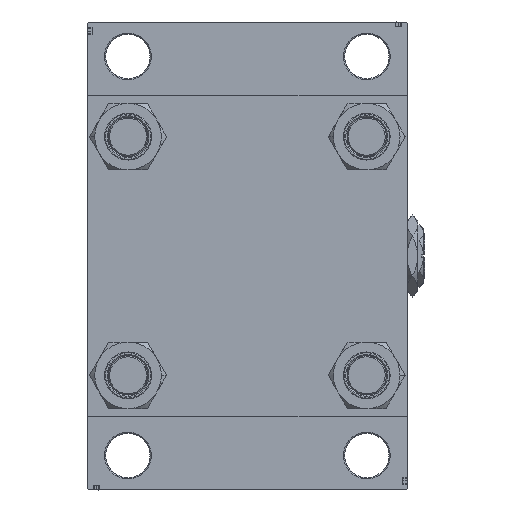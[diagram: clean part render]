
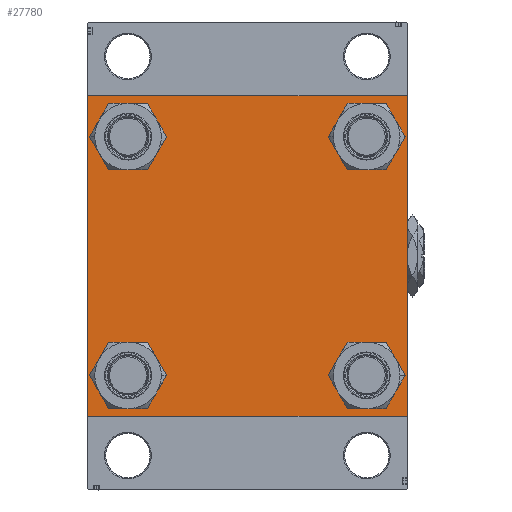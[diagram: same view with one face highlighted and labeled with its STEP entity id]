
A CAD part, left-side view. The second image highlights one B-rep face of the part: STEP entity #27780.
In plain terms, the highlighted planar face has unit normal (-1, 0, 0).
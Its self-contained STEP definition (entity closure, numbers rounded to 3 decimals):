
#179 = CIRCLE ( 'NONE', #20277, 8.5 ) ;
#204 = AXIS2_PLACEMENT_3D ( 'NONE', #31631, #8002, #16301 ) ;
#1504 = ORIENTED_EDGE ( 'NONE', *, *, #44524, .T. ) ;
#1634 = VECTOR ( 'NONE', #39715, 1000. ) ;
#1826 = VERTEX_POINT ( 'NONE', #3371 ) ;
#1849 = DIRECTION ( 'NONE',  ( 1., 0., 0. ) ) ;
#2091 = VECTOR ( 'NONE', #38712, 1000. ) ;
#2546 = EDGE_CURVE ( 'NONE', #38994, #1826, #34935, .T. ) ;
#2643 = EDGE_CURVE ( 'NONE', #13801, #10341, #4402, .T. ) ;
#3371 = CARTESIAN_POINT ( 'NONE',  ( 0., -48.45, 56.95 ) ) ;
#3429 = VERTEX_POINT ( 'NONE', #40299 ) ;
#3686 = CARTESIAN_POINT ( 'NONE',  ( 0., -48.45, 48.45 ) ) ;
#4269 = VERTEX_POINT ( 'NONE', #40290 ) ;
#4402 = CIRCLE ( 'NONE', #41372, 8.5 ) ;
#4672 = FACE_BOUND ( 'NONE', #34504, .T. ) ;
#5430 = DIRECTION ( 'NONE',  ( 1., 0., 0. ) ) ;
#5630 = EDGE_CURVE ( 'NONE', #27528, #36466, #19564, .T. ) ;
#6482 = CARTESIAN_POINT ( 'NONE',  ( 0., 64.75, -64.75 ) ) ;
#6583 = CARTESIAN_POINT ( 'NONE',  ( 0., -64.5, 65. ) ) ;
#6665 = DIRECTION ( 'NONE',  ( 0., 0., 1. ) ) ;
#6717 = EDGE_CURVE ( 'NONE', #4269, #21214, #42968, .T. ) ;
#6904 = DIRECTION ( 'NONE',  ( 1., 0., 0. ) ) ;
#7176 = VERTEX_POINT ( 'NONE', #28293 ) ;
#7744 = CARTESIAN_POINT ( 'NONE',  ( 0., 64.75, 64.75 ) ) ;
#7897 = CIRCLE ( 'NONE', #45628, 8.5 ) ;
#8002 = DIRECTION ( 'NONE',  ( 1., 0., 0. ) ) ;
#8226 = FACE_OUTER_BOUND ( 'NONE', #48133, .T. ) ;
#9165 = EDGE_LOOP ( 'NONE', ( #28142, #39125 ) ) ;
#9217 = CARTESIAN_POINT ( 'NONE',  ( 0., 65., 65. ) ) ;
#9282 = ORIENTED_EDGE ( 'NONE', *, *, #45372, .T. ) ;
#9437 = CIRCLE ( 'NONE', #19837, 8.5 ) ;
#9871 = CIRCLE ( 'NONE', #37992, 8.5 ) ;
#9968 = CARTESIAN_POINT ( 'NONE',  ( 0., 65., 64.5 ) ) ;
#10212 = DIRECTION ( 'NONE',  ( 0., 0., 1. ) ) ;
#10341 = VERTEX_POINT ( 'NONE', #41895 ) ;
#10894 = EDGE_CURVE ( 'NONE', #31348, #12802, #37207, .T. ) ;
#11205 = EDGE_CURVE ( 'NONE', #1826, #38994, #9437, .T. ) ;
#11255 = ORIENTED_EDGE ( 'NONE', *, *, #32388, .F. ) ;
#11505 = DIRECTION ( 'NONE',  ( 0., 0., 1. ) ) ;
#11924 = AXIS2_PLACEMENT_3D ( 'NONE', #31605, #46938, #11505 ) ;
#12124 = CARTESIAN_POINT ( 'NONE',  ( 0., 48.45, 56.95 ) ) ;
#12506 = EDGE_LOOP ( 'NONE', ( #9282, #46225 ) ) ;
#12802 = VERTEX_POINT ( 'NONE', #6583 ) ;
#13503 = CARTESIAN_POINT ( 'NONE',  ( 0., -48.45, 48.45 ) ) ;
#13548 = ORIENTED_EDGE ( 'NONE', *, *, #6717, .T. ) ;
#13786 = CARTESIAN_POINT ( 'NONE',  ( 0., 64.5, 65. ) ) ;
#13801 = VERTEX_POINT ( 'NONE', #45998 ) ;
#14774 = DIRECTION ( 'NONE',  ( 1., 0., 0. ) ) ;
#15420 = DIRECTION ( 'NONE',  ( 0., 0., 1. ) ) ;
#15544 = ORIENTED_EDGE ( 'NONE', *, *, #11205, .T. ) ;
#16301 = DIRECTION ( 'NONE',  ( 0., 0., 1. ) ) ;
#17448 = VECTOR ( 'NONE', #44163, 1000. ) ;
#17625 = VERTEX_POINT ( 'NONE', #12124 ) ;
#17645 = ORIENTED_EDGE ( 'NONE', *, *, #28681, .T. ) ;
#18006 = ORIENTED_EDGE ( 'NONE', *, *, #2643, .T. ) ;
#18070 = CARTESIAN_POINT ( 'NONE',  ( 0., -64.75, 64.75 ) ) ;
#18440 = CARTESIAN_POINT ( 'NONE',  ( 0., 48.45, -48.45 ) ) ;
#18509 = CARTESIAN_POINT ( 'NONE',  ( 0., -65., 65. ) ) ;
#19402 = CIRCLE ( 'NONE', #41002, 8.5 ) ;
#19564 = LINE ( 'NONE', #7744, #2091 ) ;
#19837 = AXIS2_PLACEMENT_3D ( 'NONE', #13503, #36899, #10212 ) ;
#20135 = CARTESIAN_POINT ( 'NONE',  ( 0., -48.45, 39.95 ) ) ;
#20277 = AXIS2_PLACEMENT_3D ( 'NONE', #18440, #22718, #15420 ) ;
#20636 = VECTOR ( 'NONE', #31138, 1000. ) ;
#21030 = DIRECTION ( 'NONE',  ( 0., 0., 1. ) ) ;
#21214 = VERTEX_POINT ( 'NONE', #24378 ) ;
#21437 = DIRECTION ( 'NONE',  ( 0., 0., 1. ) ) ;
#21704 = EDGE_CURVE ( 'NONE', #31228, #17625, #19402, .T. ) ;
#21830 = DIRECTION ( 'NONE',  ( 0., -0.707, -0.707 ) ) ;
#22155 = ORIENTED_EDGE ( 'NONE', *, *, #5630, .T. ) ;
#22313 = EDGE_CURVE ( 'NONE', #21214, #27948, #24852, .T. ) ;
#22596 = CARTESIAN_POINT ( 'NONE',  ( 0., 65., -65. ) ) ;
#22718 = DIRECTION ( 'NONE',  ( 1., 0., 0. ) ) ;
#22811 = LINE ( 'NONE', #49727, #27994 ) ;
#23552 = DIRECTION ( 'NONE',  ( 1., 0., 0. ) ) ;
#24378 = CARTESIAN_POINT ( 'NONE',  ( 0., -64.5, -65. ) ) ;
#24565 = CARTESIAN_POINT ( 'NONE',  ( 0., 48.45, -48.45 ) ) ;
#24852 = LINE ( 'NONE', #36422, #1634 ) ;
#26832 = ORIENTED_EDGE ( 'NONE', *, *, #27711, .T. ) ;
#26834 = PLANE ( 'NONE',  #11924 ) ;
#27528 = VERTEX_POINT ( 'NONE', #13786 ) ;
#27711 = EDGE_CURVE ( 'NONE', #27898, #4269, #40952, .T. ) ;
#27780 = ADVANCED_FACE ( 'NONE', ( #4672, #34389, #42695, #35383, #8226 ), #26834, .T. ) ;
#27876 = EDGE_CURVE ( 'NONE', #17625, #31228, #7897, .T. ) ;
#27898 = VERTEX_POINT ( 'NONE', #40895 ) ;
#27948 = VERTEX_POINT ( 'NONE', #45888 ) ;
#27994 = VECTOR ( 'NONE', #45947, 1000. ) ;
#28142 = ORIENTED_EDGE ( 'NONE', *, *, #27876, .T. ) ;
#28293 = CARTESIAN_POINT ( 'NONE',  ( 0., -48.45, -39.95 ) ) ;
#28681 = EDGE_CURVE ( 'NONE', #36466, #27898, #38694, .T. ) ;
#29799 = CARTESIAN_POINT ( 'NONE',  ( 0., 48.45, 48.45 ) ) ;
#29908 = CARTESIAN_POINT ( 'NONE',  ( 0., -65., 64.5 ) ) ;
#30439 = ORIENTED_EDGE ( 'NONE', *, *, #2546, .T. ) ;
#31138 = DIRECTION ( 'NONE',  ( 0., -1., 0. ) ) ;
#31228 = VERTEX_POINT ( 'NONE', #39770 ) ;
#31348 = VERTEX_POINT ( 'NONE', #29908 ) ;
#31605 = CARTESIAN_POINT ( 'NONE',  ( 0., 0., 0. ) ) ;
#31631 = CARTESIAN_POINT ( 'NONE',  ( 0., -48.45, -48.45 ) ) ;
#31816 = CARTESIAN_POINT ( 'NONE',  ( 0., -48.45, -48.45 ) ) ;
#31903 = VECTOR ( 'NONE', #33402, 1000. ) ;
#32073 = CARTESIAN_POINT ( 'NONE',  ( 0., 48.45, 48.45 ) ) ;
#32388 = EDGE_CURVE ( 'NONE', #27528, #12802, #22811, .T. ) ;
#33160 = CIRCLE ( 'NONE', #204, 8.5 ) ;
#33402 = DIRECTION ( 'NONE',  ( 0., 0.707, 0.707 ) ) ;
#34389 = FACE_BOUND ( 'NONE', #12506, .T. ) ;
#34396 = DIRECTION ( 'NONE',  ( 0., 0., 1. ) ) ;
#34504 = EDGE_LOOP ( 'NONE', ( #15544, #30439 ) ) ;
#34935 = CIRCLE ( 'NONE', #41407, 8.5 ) ;
#35376 = ORIENTED_EDGE ( 'NONE', *, *, #10894, .T. ) ;
#35383 = FACE_BOUND ( 'NONE', #9165, .T. ) ;
#36422 = CARTESIAN_POINT ( 'NONE',  ( 0., -64.75, -64.75 ) ) ;
#36466 = VERTEX_POINT ( 'NONE', #9968 ) ;
#36899 = DIRECTION ( 'NONE',  ( 1., 0., 0. ) ) ;
#37207 = LINE ( 'NONE', #18070, #31903 ) ;
#37992 = AXIS2_PLACEMENT_3D ( 'NONE', #31816, #1849, #43394 ) ;
#38487 = ORIENTED_EDGE ( 'NONE', *, *, #22313, .T. ) ;
#38558 = ORIENTED_EDGE ( 'NONE', *, *, #45705, .F. ) ;
#38694 = LINE ( 'NONE', #9217, #17448 ) ;
#38712 = DIRECTION ( 'NONE',  ( 0., 0.707, -0.707 ) ) ;
#38994 = VERTEX_POINT ( 'NONE', #20135 ) ;
#39125 = ORIENTED_EDGE ( 'NONE', *, *, #21704, .T. ) ;
#39611 = VECTOR ( 'NONE', #45180, 1000. ) ;
#39715 = DIRECTION ( 'NONE',  ( 0., -0.707, 0.707 ) ) ;
#39770 = CARTESIAN_POINT ( 'NONE',  ( 0., 48.45, 39.95 ) ) ;
#40290 = CARTESIAN_POINT ( 'NONE',  ( 0., 64.5, -65. ) ) ;
#40299 = CARTESIAN_POINT ( 'NONE',  ( 0., -48.45, -56.95 ) ) ;
#40895 = CARTESIAN_POINT ( 'NONE',  ( 0., 65., -64.5 ) ) ;
#40952 = LINE ( 'NONE', #6482, #48869 ) ;
#41002 = AXIS2_PLACEMENT_3D ( 'NONE', #32073, #23552, #21437 ) ;
#41372 = AXIS2_PLACEMENT_3D ( 'NONE', #24565, #5430, #21030 ) ;
#41407 = AXIS2_PLACEMENT_3D ( 'NONE', #3686, #14774, #34396 ) ;
#41417 = LINE ( 'NONE', #18509, #39611 ) ;
#41895 = CARTESIAN_POINT ( 'NONE',  ( 0., 48.45, -39.95 ) ) ;
#42695 = FACE_BOUND ( 'NONE', #47567, .T. ) ;
#42968 = LINE ( 'NONE', #22596, #20636 ) ;
#43394 = DIRECTION ( 'NONE',  ( 0., 0., 1. ) ) ;
#44163 = DIRECTION ( 'NONE',  ( 0., 0., -1. ) ) ;
#44524 = EDGE_CURVE ( 'NONE', #10341, #13801, #179, .T. ) ;
#45180 = DIRECTION ( 'NONE',  ( 0., 0., -1. ) ) ;
#45372 = EDGE_CURVE ( 'NONE', #7176, #3429, #33160, .T. ) ;
#45628 = AXIS2_PLACEMENT_3D ( 'NONE', #29799, #6904, #6665 ) ;
#45705 = EDGE_CURVE ( 'NONE', #31348, #27948, #41417, .T. ) ;
#45888 = CARTESIAN_POINT ( 'NONE',  ( 0., -65., -64.5 ) ) ;
#45947 = DIRECTION ( 'NONE',  ( 0., -1., 0. ) ) ;
#45998 = CARTESIAN_POINT ( 'NONE',  ( 0., 48.45, -56.95 ) ) ;
#45999 = EDGE_CURVE ( 'NONE', #3429, #7176, #9871, .T. ) ;
#46225 = ORIENTED_EDGE ( 'NONE', *, *, #45999, .T. ) ;
#46938 = DIRECTION ( 'NONE',  ( -1., 0., 0. ) ) ;
#47567 = EDGE_LOOP ( 'NONE', ( #1504, #18006 ) ) ;
#48133 = EDGE_LOOP ( 'NONE', ( #17645, #26832, #13548, #38487, #38558, #35376, #11255, #22155 ) ) ;
#48869 = VECTOR ( 'NONE', #21830, 1000. ) ;
#49727 = CARTESIAN_POINT ( 'NONE',  ( 0., 65., 65. ) ) ;
